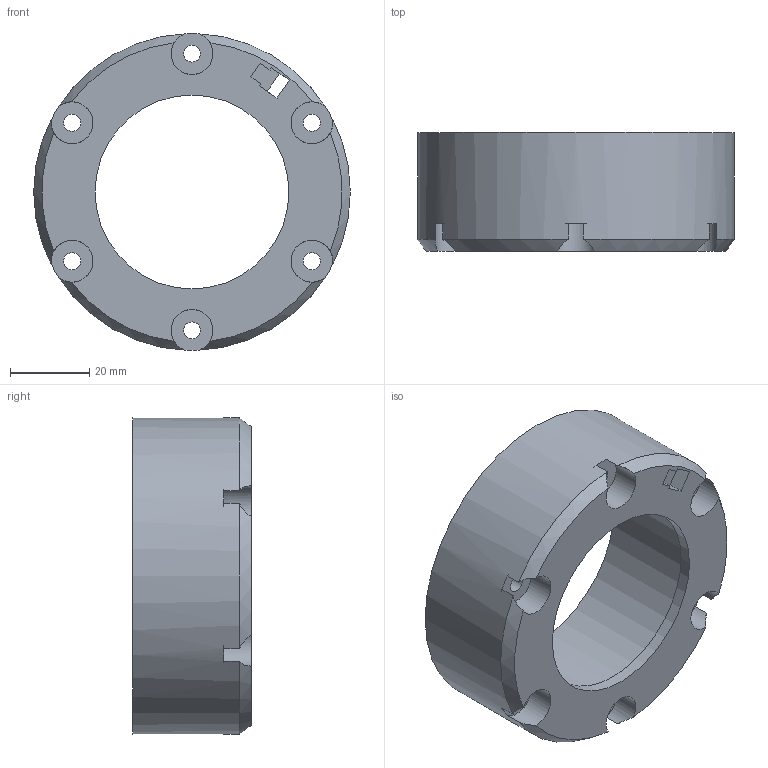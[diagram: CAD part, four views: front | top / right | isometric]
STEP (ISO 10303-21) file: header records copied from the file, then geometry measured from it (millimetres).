
FILE_DESCRIPTION(/* description */ ('STEP AP214'),/* implementation_level */ '2;1');
FILE_NAME(/* name */ '6819425650d50a4ee4875adf',/* time_stamp */ '2025-05-05T22:57:27Z',/* author */ (''),/* organization */ (''),/* preprocessor_version */ 'ST-DEVELOPER v20',/* originating_system */ 'ONSHAPE BY PTC INC, 1.197',/* authorisation */ ' ');
FILE_SCHEMA (('AUTOMOTIVE_DESIGN {1 0 10303 214 3 1 1}'));
Length unit declared in the file: metre
Products named in the file (1): Part 1
Bounding box: 80 x 30 x 80 mm (x, y, z)
Volume: 73798.5 mm3; surface area: 21793.9 mm2
Topology: 1 solids, 1 shells, 40 faces, 111 edges, 74 vertices
Faces by surface type: plane 19, cylinder 15, cone 6
Full cylindrical faces by diameter (mm): 4.3 x6, 49 x1, 55.15 x1, 80 x1
Entity records: 1334 total; most frequent: CARTESIAN_POINT 263, DIRECTION 218, ORIENTED_EDGE 202, EDGE_CURVE 101, AXIS2_PLACEMENT_3D 88, VERTEX_POINT 73, EDGE_LOOP 66, FACE_BOUND 66
